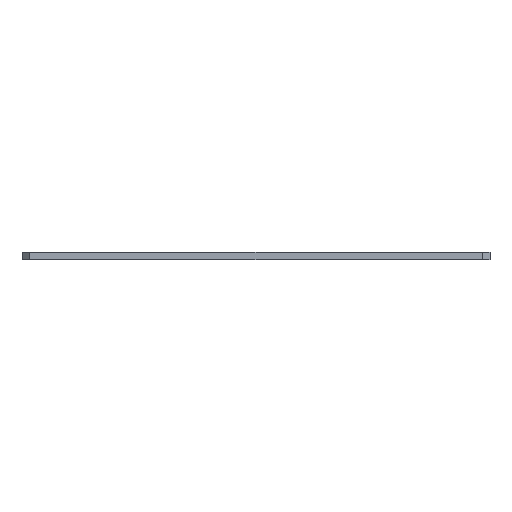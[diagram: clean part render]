
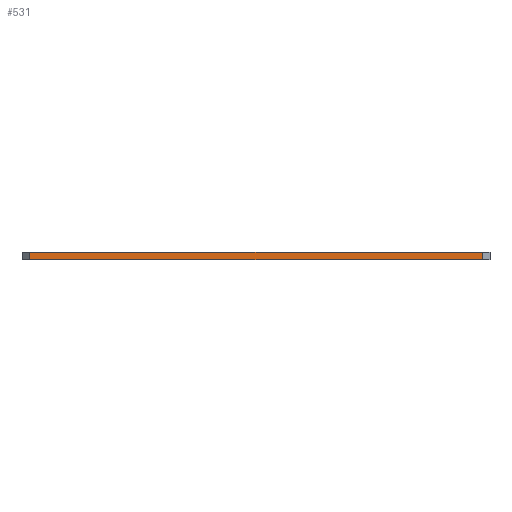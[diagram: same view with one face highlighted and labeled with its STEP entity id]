
A CAD part, front view. The second image highlights one B-rep face of the part: STEP entity #531.
In plain terms, the highlighted planar face has unit normal (0, -1, 0).
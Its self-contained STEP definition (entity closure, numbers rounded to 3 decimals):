
#10 = LINE ( 'NONE', #581, #540 ) ;
#48 = DIRECTION ( 'NONE',  ( 0., 0., 1. ) ) ;
#106 = FACE_OUTER_BOUND ( 'NONE', #341, .T. ) ;
#118 = EDGE_CURVE ( 'NONE', #917, #444, #462, .T. ) ;
#173 = EDGE_CURVE ( 'NONE', #377, #444, #10, .T. ) ;
#195 = CARTESIAN_POINT ( 'NONE',  ( 58., -90., 0. ) ) ;
#234 = EDGE_CURVE ( 'NONE', #632, #917, #770, .T. ) ;
#249 = PLANE ( 'NONE',  #478 ) ;
#259 = DIRECTION ( 'NONE',  ( 0., 1., 0. ) ) ;
#292 = ORIENTED_EDGE ( 'NONE', *, *, #118, .T. ) ;
#313 = CARTESIAN_POINT ( 'NONE',  ( -58., -90., -2. ) ) ;
#341 = EDGE_LOOP ( 'NONE', ( #701, #292, #389, #718 ) ) ;
#377 = VERTEX_POINT ( 'NONE', #859 ) ;
#389 = ORIENTED_EDGE ( 'NONE', *, *, #173, .F. ) ;
#392 = CARTESIAN_POINT ( 'NONE',  ( 58., -90., -2. ) ) ;
#411 = DIRECTION ( 'NONE',  ( -1., 0., 0. ) ) ;
#444 = VERTEX_POINT ( 'NONE', #806 ) ;
#448 = DIRECTION ( 'NONE',  ( -1., 0., 0. ) ) ;
#462 = LINE ( 'NONE', #313, #894 ) ;
#475 = VECTOR ( 'NONE', #528, 1000. ) ;
#478 = AXIS2_PLACEMENT_3D ( 'NONE', #480, #259, #48 ) ;
#480 = CARTESIAN_POINT ( 'NONE',  ( -60., -90., -2. ) ) ;
#528 = DIRECTION ( 'NONE',  ( 0., 0., 1. ) ) ;
#531 = ADVANCED_FACE ( 'NONE', ( #106 ), #249, .F. ) ;
#537 = CARTESIAN_POINT ( 'NONE',  ( -58., -90., 0. ) ) ;
#540 = VECTOR ( 'NONE', #448, 1000. ) ;
#581 = CARTESIAN_POINT ( 'NONE',  ( -60., -90., -2. ) ) ;
#632 = VERTEX_POINT ( 'NONE', #195 ) ;
#634 = CARTESIAN_POINT ( 'NONE',  ( -60., -90., 0. ) ) ;
#687 = LINE ( 'NONE', #392, #475 ) ;
#701 = ORIENTED_EDGE ( 'NONE', *, *, #234, .T. ) ;
#718 = ORIENTED_EDGE ( 'NONE', *, *, #896, .T. ) ;
#770 = LINE ( 'NONE', #634, #904 ) ;
#806 = CARTESIAN_POINT ( 'NONE',  ( -58., -90., -2. ) ) ;
#859 = CARTESIAN_POINT ( 'NONE',  ( 58., -90., -2. ) ) ;
#882 = DIRECTION ( 'NONE',  ( 0., 0., -1. ) ) ;
#894 = VECTOR ( 'NONE', #882, 1000. ) ;
#896 = EDGE_CURVE ( 'NONE', #377, #632, #687, .T. ) ;
#904 = VECTOR ( 'NONE', #411, 1000. ) ;
#917 = VERTEX_POINT ( 'NONE', #537 ) ;
